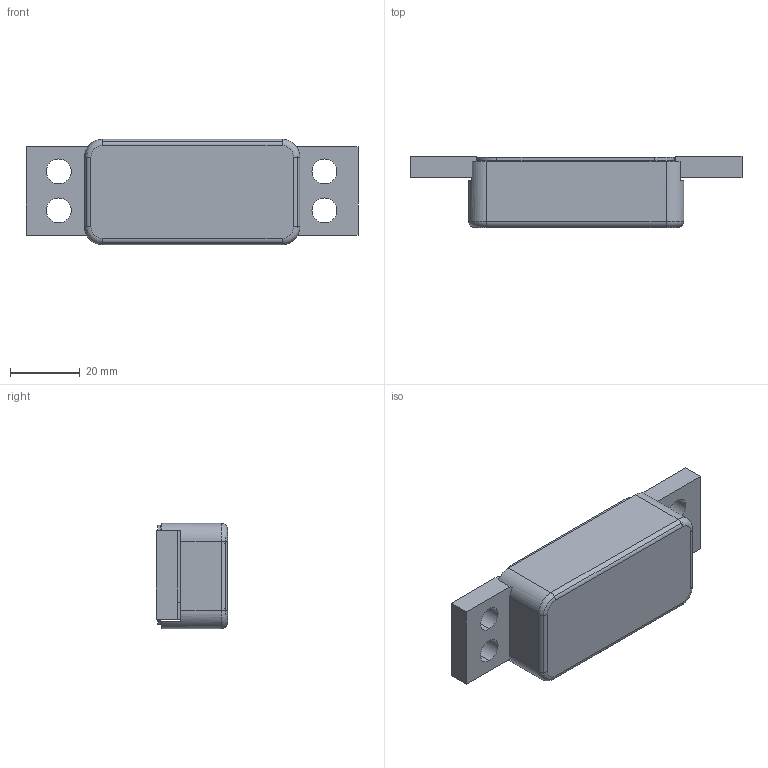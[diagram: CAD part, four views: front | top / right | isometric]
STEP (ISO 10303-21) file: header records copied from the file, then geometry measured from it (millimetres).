
FILE_DESCRIPTION (( 'STEP AP203' ), '1' );
FILE_NAME ('STRAINLINKDUMMYMODEL.STEP', '2012-11-05T19:37:23', ( '' ), ( '' ), 'SwSTEP 2.0', 'SolidWorks 2011', '' );
FILE_SCHEMA (( 'CONFIG_CONTROL_DESIGN' ));
Length unit declared in the file: inch
Products named in the file (8): STRAINLINKDUMMYMODEL; StrainLink; gaugecan ; gaugescrew; straingaugesupportplate; board; spacer; spacer2
Assembly tree (8 placements, depth 2):
  STRAINLINKDUMMYMODEL
    StrainLink
    gaugescrew  x2
    spacer
    board
    spacer2
    gaugecan 
    straingaugesupportplate
Bounding box: 95.25 x 20.4 x 30.21 mm (x, y, z)
Volume: 18603.6 mm3; surface area: 23411.5 mm2
Topology: 8 solids, 8 shells, 200 faces, 498 edges, 321 vertices
Faces by surface type: plane 111, cylinder 61, cone 20, torus 8
Entity records: 6252 total; most frequent: DIRECTION 966, CARTESIAN_POINT 931, ORIENTED_EDGE 888, EDGE_CURVE 444, AXIS2_PLACEMENT_3D 336, VECTOR 294, LINE 294, VERTEX_POINT 287
